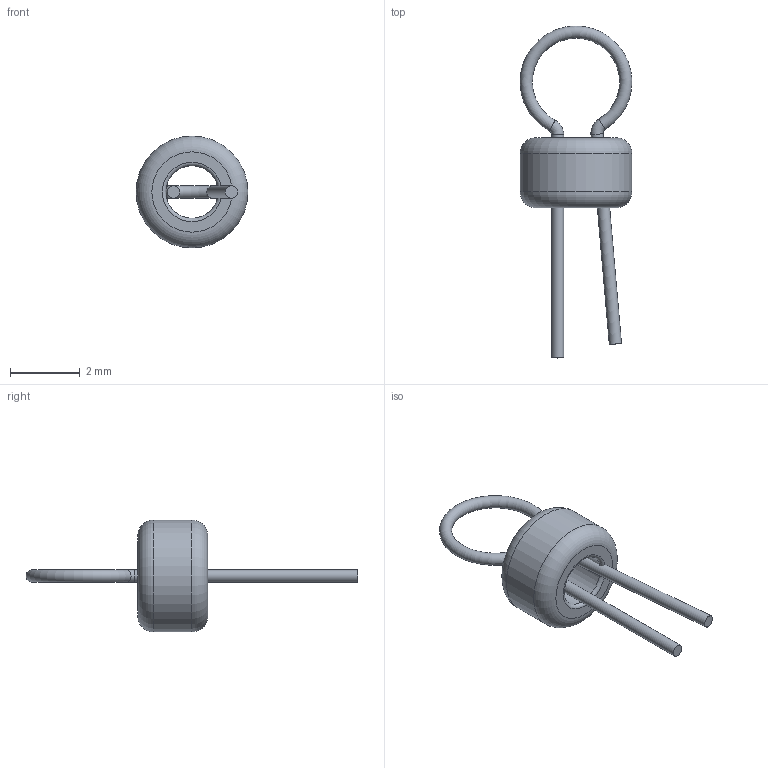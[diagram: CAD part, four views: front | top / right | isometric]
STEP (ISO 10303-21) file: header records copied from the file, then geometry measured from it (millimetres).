
FILE_DESCRIPTION(/* description */ (''),/* implementation_level */ '2;1');
FILE_NAME(/* name */ 'TEST-1-O -Orange---3DModel-STEP-468060 v1.step',/* time_stamp */ '2024-02-11T16:02:28+08:00',/* author */ (''),/* organization */ (''),/* preprocessor_version */ 'ST-DEVELOPER v20',/* originating_system */ 'Autodesk Translation Framework v12.20.1.177',/* authorisation */ '');
FILE_SCHEMA (('AUTOMOTIVE_DESIGN { 1 0 10303 214 3 1 1 }'));
Length unit declared in the file: millimetre
Products named in the file (1): TEST-1-O -Orange---3DModel-STEP-468060
Bounding box: 3.2 x 9.5 x 3.2 mm (x, y, z)
Volume: 13.7 mm3; surface area: 60.4 mm2
Topology: 2 solids, 2 shells, 15 faces, 29 edges, 18 vertices
Faces by surface type: torus 7, cylinder 4, plane 4
Full cylindrical faces by diameter (mm): 0.35 x2, 1.5 x1, 3.2 x1
Entity records: 446 total; most frequent: DIRECTION 86, CARTESIAN_POINT 63, ORIENTED_EDGE 58, AXIS2_PLACEMENT_3D 41, EDGE_CURVE 29, CIRCLE 25, VERTEX_POINT 18, EDGE_LOOP 17
